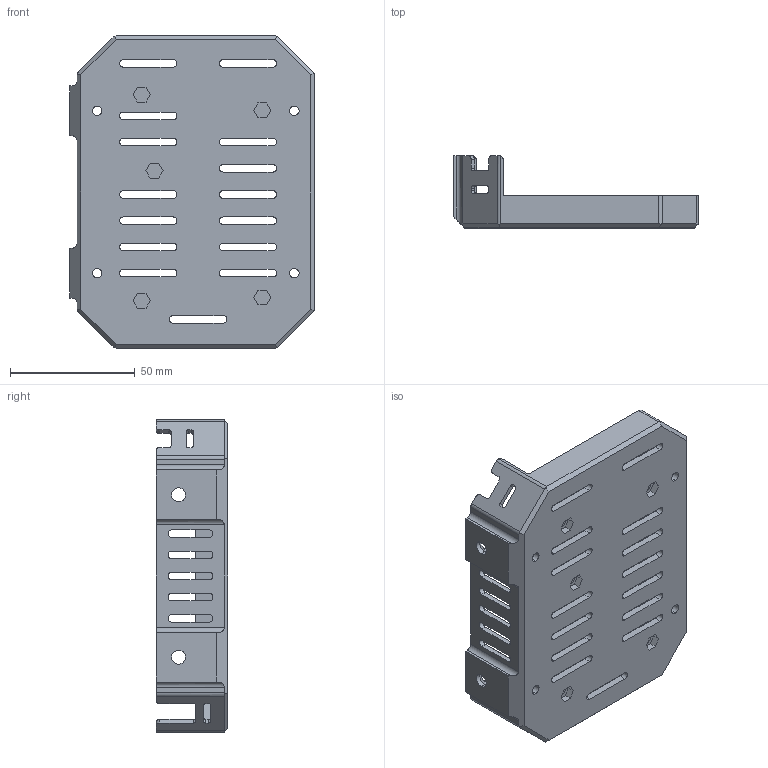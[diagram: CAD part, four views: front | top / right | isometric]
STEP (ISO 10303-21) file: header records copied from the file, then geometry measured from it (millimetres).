
FILE_DESCRIPTION (( 'STEP AP214' ), '1' );
FILE_NAME ('CASE-A2 V1.1.STEP', '2019-12-25T20:39:38', ( '' ), ( '' ), 'SwSTEP 2.0', 'SolidWorks 2018', '' );
FILE_SCHEMA (( 'AUTOMOTIVE_DESIGN' ));
Length unit declared in the file: millimetre
Products named in the file (1): CASE-A2 V1.1
Bounding box: 98 x 28.8 x 125 mm (x, y, z)
Volume: 46400.7 mm3; surface area: 37836.2 mm2
Topology: 1 solids, 1 shells, 424 faces, 1130 edges, 711 vertices
Faces by surface type: plane 205, cylinder 177, torus 22, sphere 16, cone 4
Entity records: 13193 total; most frequent: CARTESIAN_POINT 2369, DIRECTION 2295, ORIENTED_EDGE 2228, EDGE_CURVE 1114, AXIS2_PLACEMENT_3D 789, LINE 717, VECTOR 717, VERTEX_POINT 711
